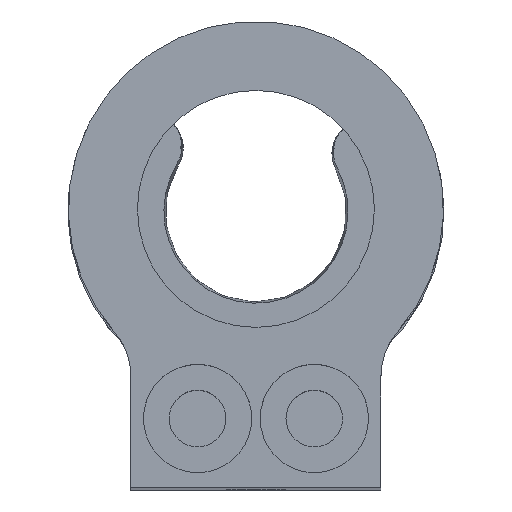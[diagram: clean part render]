
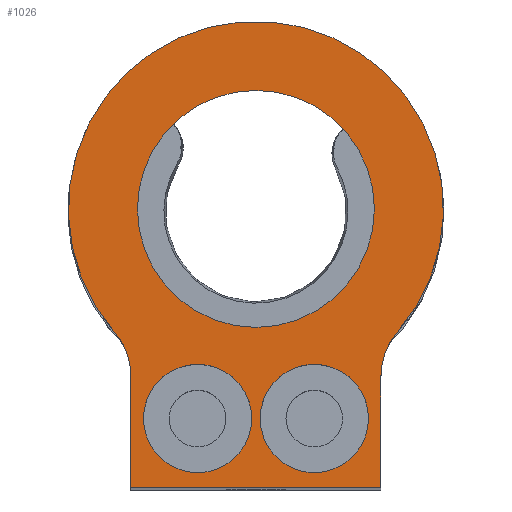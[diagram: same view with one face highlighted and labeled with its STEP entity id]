
A CAD part, top view. The second image highlights one B-rep face of the part: STEP entity #1026.
In plain terms, the highlighted planar face has unit normal (0, 0, 1).
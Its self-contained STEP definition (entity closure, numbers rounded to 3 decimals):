
#74=FACE_BOUND('',#347,.T.);
#75=FACE_BOUND('',#348,.T.);
#76=FACE_BOUND('',#349,.T.);
#96=PLANE('',#1123);
#132=LINE('',#1578,#199);
#133=LINE('',#1586,#200);
#134=LINE('',#1587,#201);
#199=VECTOR('',#1278,10.);
#200=VECTOR('',#1285,10.);
#201=VECTOR('',#1286,10.);
#275=FACE_OUTER_BOUND('',#346,.T.);
#346=EDGE_LOOP('',(#759,#760,#761,#762,#763,#764));
#347=EDGE_LOOP('',(#765));
#348=EDGE_LOOP('',(#766));
#349=EDGE_LOOP('',(#767));
#425=CIRCLE('',#1104,7.106);
#433=CIRCLE('',#1115,3.25);
#436=CIRCLE('',#1121,3.25);
#437=CIRCLE('',#1124,4.);
#438=CIRCLE('',#1125,11.25);
#439=CIRCLE('',#1126,4.);
#480=VERTEX_POINT('',#1533);
#491=VERTEX_POINT('',#1559);
#494=VERTEX_POINT('',#1570);
#495=VERTEX_POINT('',#1576);
#496=VERTEX_POINT('',#1577);
#497=VERTEX_POINT('',#1579);
#498=VERTEX_POINT('',#1581);
#499=VERTEX_POINT('',#1583);
#500=VERTEX_POINT('',#1585);
#579=EDGE_CURVE('',#480,#480,#425,.T.);
#590=EDGE_CURVE('',#491,#491,#433,.T.);
#595=EDGE_CURVE('',#494,#494,#436,.T.);
#598=EDGE_CURVE('',#495,#496,#132,.F.);
#599=EDGE_CURVE('',#497,#496,#437,.T.);
#600=EDGE_CURVE('',#497,#498,#438,.F.);
#601=EDGE_CURVE('',#499,#498,#439,.T.);
#602=EDGE_CURVE('',#499,#500,#133,.F.);
#603=EDGE_CURVE('',#500,#495,#134,.F.);
#759=ORIENTED_EDGE('',*,*,#598,.T.);
#760=ORIENTED_EDGE('',*,*,#599,.F.);
#761=ORIENTED_EDGE('',*,*,#600,.T.);
#762=ORIENTED_EDGE('',*,*,#601,.F.);
#763=ORIENTED_EDGE('',*,*,#602,.T.);
#764=ORIENTED_EDGE('',*,*,#603,.T.);
#765=ORIENTED_EDGE('',*,*,#590,.T.);
#766=ORIENTED_EDGE('',*,*,#595,.T.);
#767=ORIENTED_EDGE('',*,*,#579,.T.);
#1026=ADVANCED_FACE('',(#275,#74,#75,#76),#96,.F.);
#1104=AXIS2_PLACEMENT_3D('',#1535,#1231,#1232);
#1115=AXIS2_PLACEMENT_3D('',#1560,#1256,#1257);
#1121=AXIS2_PLACEMENT_3D('',#1571,#1270,#1271);
#1123=AXIS2_PLACEMENT_3D('',#1575,#1276,#1277);
#1124=AXIS2_PLACEMENT_3D('',#1580,#1279,#1280);
#1125=AXIS2_PLACEMENT_3D('',#1582,#1281,#1282);
#1126=AXIS2_PLACEMENT_3D('',#1584,#1283,#1284);
#1231=DIRECTION('center_axis',(0.,0.,-1.));
#1232=DIRECTION('ref_axis',(1.,0.,0.));
#1256=DIRECTION('center_axis',(0.,0.,-1.));
#1257=DIRECTION('ref_axis',(1.,0.,0.));
#1270=DIRECTION('center_axis',(0.,0.,-1.));
#1271=DIRECTION('ref_axis',(1.,0.,0.));
#1276=DIRECTION('center_axis',(0.,0.,-1.));
#1277=DIRECTION('ref_axis',(1.,0.,0.));
#1278=DIRECTION('',(0.,-1.,0.));
#1279=DIRECTION('center_axis',(0.,0.,1.));
#1280=DIRECTION('ref_axis',(-0.937,0.351,0.));
#1281=DIRECTION('center_axis',(0.,0.,-1.));
#1282=DIRECTION('ref_axis',(-1.,0.,0.));
#1283=DIRECTION('center_axis',(0.,0.,1.));
#1284=DIRECTION('ref_axis',(0.937,0.351,0.));
#1285=DIRECTION('',(0.,1.,0.));
#1286=DIRECTION('',(-1.,0.,0.));
#1533=CARTESIAN_POINT('',(-7.106,0.,10.218));
#1535=CARTESIAN_POINT('Origin',(0.,0.,10.218));
#1559=CARTESIAN_POINT('',(-6.75,-12.571,10.218));
#1560=CARTESIAN_POINT('Origin',(-3.5,-12.571,10.218));
#1570=CARTESIAN_POINT('',(0.25,-12.571,10.218));
#1571=CARTESIAN_POINT('Origin',(3.5,-12.571,10.218));
#1575=CARTESIAN_POINT('Origin',(0.,-0.71,10.218));
#1576=CARTESIAN_POINT('',(7.5,-16.714,10.218));
#1577=CARTESIAN_POINT('',(7.5,-10.016,10.218));
#1578=CARTESIAN_POINT('',(7.5,-5.404,10.218));
#1579=CARTESIAN_POINT('',(8.484,-7.389,10.218));
#1580=CARTESIAN_POINT('Origin',(11.5,-10.016,10.218));
#1581=CARTESIAN_POINT('',(-8.484,-7.389,10.218));
#1582=CARTESIAN_POINT('Origin',(0.,0.,10.218));
#1583=CARTESIAN_POINT('',(-7.5,-10.016,10.218));
#1584=CARTESIAN_POINT('Origin',(-11.5,-10.016,10.218));
#1585=CARTESIAN_POINT('',(-7.5,-16.714,10.218));
#1586=CARTESIAN_POINT('',(-7.5,-7.212,10.218));
#1587=CARTESIAN_POINT('',(3.75,-16.714,10.218));
